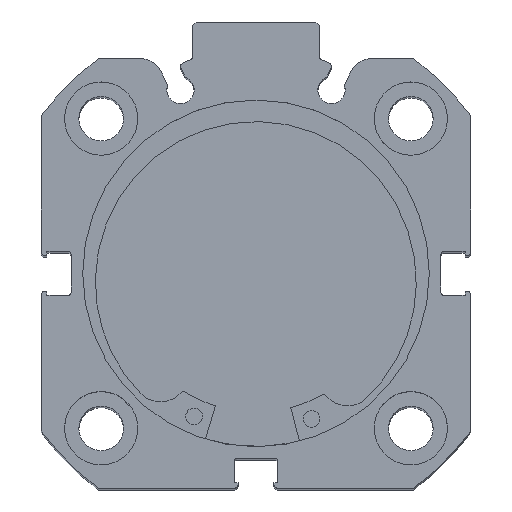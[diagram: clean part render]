
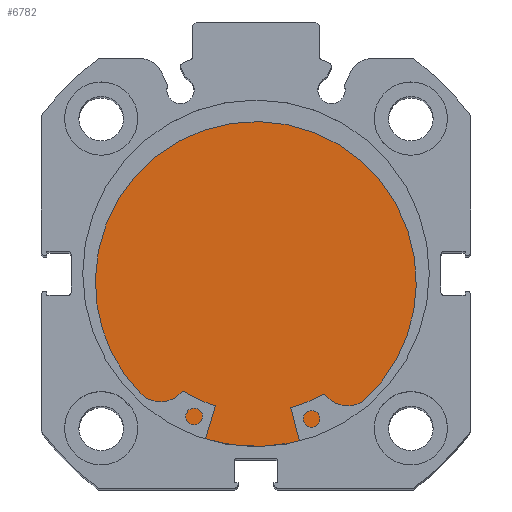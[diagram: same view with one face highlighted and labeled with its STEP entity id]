
A CAD part, top view. The second image highlights one B-rep face of the part: STEP entity #6782.
In plain terms, the highlighted face is planar.
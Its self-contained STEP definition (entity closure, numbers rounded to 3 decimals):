
#9 = VERTEX_POINT ( 'NONE', #344 ) ;
#10 = VERTEX_POINT ( 'NONE', #345 ) ;
#344 = CARTESIAN_POINT ( 'NONE',  ( 9., 0., 26. ) ) ;
#345 = CARTESIAN_POINT ( 'NONE',  ( 9., 0., -26. ) ) ;
#854 = CARTESIAN_POINT ( 'NONE',  ( 9., 0., 0. ) ) ;
#860 = DIRECTION ( 'NONE',  ( -1., 0., 0. ) ) ;
#861 = DIRECTION ( 'NONE',  ( 0., 0., 1. ) ) ;
#1338 = EDGE_CURVE ( 'NONE', #9, #10, #6467, .T. ) ;
#1570 = EDGE_CURVE ( 'NONE', #10, #9, #4704, .T. ) ;
#1814 = AXIS2_PLACEMENT_3D ( 'NONE', #854, #860, #861 ) ;
#1921 = AXIS2_PLACEMENT_3D ( 'NONE', #3110, #3116, #3117 ) ;
#2117 = AXIS2_PLACEMENT_3D ( 'NONE', #4018, #4021, #4022 ) ;
#3110 = CARTESIAN_POINT ( 'NONE',  ( 9., 0., 0. ) ) ;
#3116 = DIRECTION ( 'NONE',  ( -1., 0., 0. ) ) ;
#3117 = DIRECTION ( 'NONE',  ( 0., 0., 1. ) ) ;
#4018 = CARTESIAN_POINT ( 'NONE',  ( 9., 26., 0. ) ) ;
#4019 = PLANE ( 'NONE',  #2117 ) ;
#4021 = DIRECTION ( 'NONE',  ( -1., 0., 0. ) ) ;
#4022 = DIRECTION ( 'NONE',  ( 0., 0., 1. ) ) ;
#4131 = ORIENTED_EDGE ( 'NONE', *, *, #1338, .F. ) ;
#4221 = ORIENTED_EDGE ( 'NONE', *, *, #1570, .F. ) ;
#4704 = CIRCLE ( 'NONE', #1921, 26. ) ;
#5198 = FACE_OUTER_BOUND ( 'NONE', #6131, .T. ) ;
#6131 = EDGE_LOOP ( 'NONE', ( #4131, #4221 ) ) ;
#6467 = CIRCLE ( 'NONE', #1814, 26. ) ;
#6782 = ADVANCED_FACE ( 'NONE', ( #5198 ), #4019, .F. ) ;
